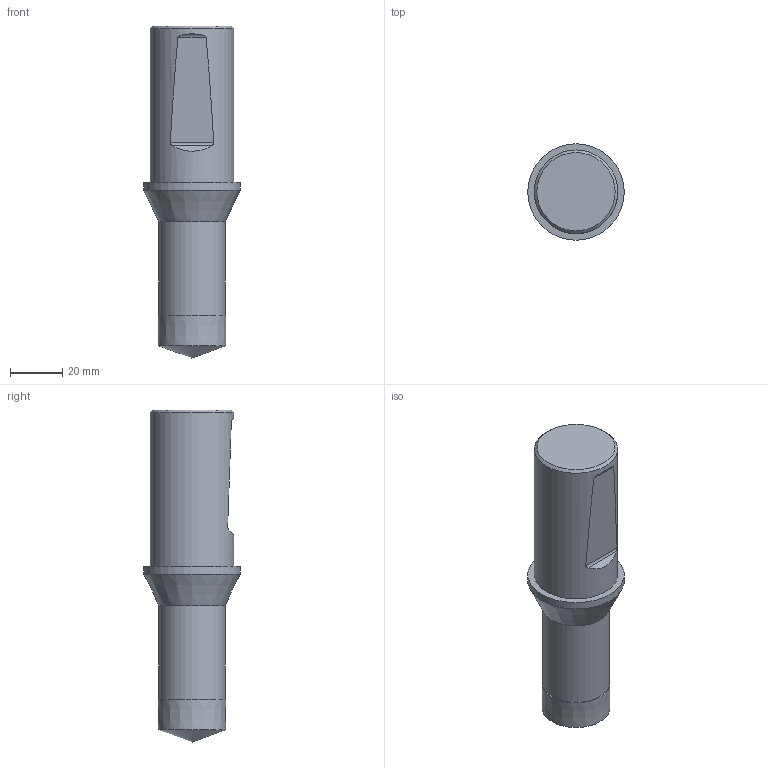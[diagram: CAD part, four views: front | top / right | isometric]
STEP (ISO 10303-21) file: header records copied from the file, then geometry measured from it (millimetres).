
FILE_DESCRIPTION(/* description */ (''),/* implementation_level */ '2;1');
FILE_NAME(/* name */ 'h85126.0-r95026.0_3d_light.stp',/* time_stamp */ '2021-09-03T04:31:12+02:00',/* author */ (''),/* organization */ ('SMS'),/* preprocessor_version */ 'ST-DEVELOPER v16.7',/* originating_system */ 'SIEMENS PLM Software NX 12.0',/* authorisation */ '');
FILE_SCHEMA (('AUTOMOTIVE_DESIGN { 1 0 10303 214 3 1 1 1 }'));
Length unit declared in the file: millimetre
Products named in the file (1): H85126.0-R95026.0_3D_light
Bounding box: 37 x 37 x 127.3 mm (x, y, z)
Volume: 85585.1 mm3; surface area: 14142.3 mm2
Topology: 2 solids, 2 shells, 16 faces, 31 edges, 23 vertices
Faces by surface type: plane 7, cylinder 5, cone 4
Full cylindrical faces by diameter (mm): 25.6 x1, 32 x1, 37 x1
Entity records: 493 total; most frequent: CARTESIAN_POINT 126, DIRECTION 70, ORIENTED_EDGE 42, AXIS2_PLACEMENT_3D 33, EDGE_LOOP 24, EDGE_CURVE 21, VERTEX_POINT 18, FACE_BOUND 17
